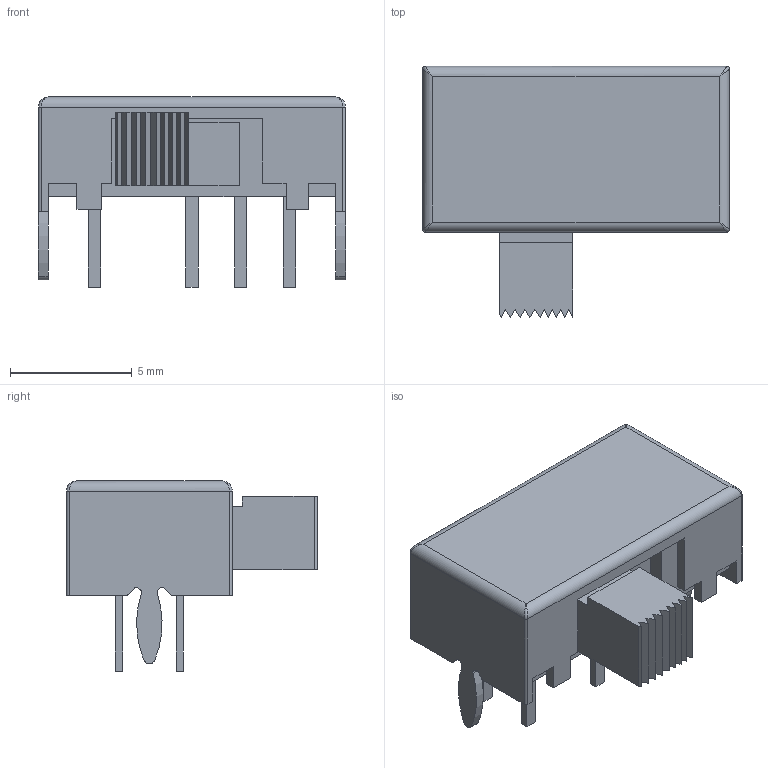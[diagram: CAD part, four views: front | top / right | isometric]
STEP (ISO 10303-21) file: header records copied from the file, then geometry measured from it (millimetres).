
FILE_DESCRIPTION(/* description */ ('Unknown'),/* implementation_level */ '2;1');
FILE_NAME(/* name */ 'EG2315',/* time_stamp */ '2024-04-03T13:17:41+02:00',/* author */ ('Unknown'),/* organization */ ('Unknown'),/* preprocessor_version */ 'ST-DEVELOPER v18.102',/* originating_system */ 'Solid Edge',/* authorisation */ 'Unknown');
FILE_SCHEMA (('AUTOMOTIVE_DESIGN {1 0 10303 214 3 1 1}'));
Length unit declared in the file: millimetre
Products named in the file (1): EG2315
Bounding box: 12.6 x 10.3 x 7.8 mm (x, y, z)
Volume: 378.3 mm3; surface area: 474.1 mm2
Topology: 1 solids, 1 shells, 150 faces, 409 edges, 266 vertices
Faces by surface type: plane 120, cylinder 26, bspline 4
Entity records: 5761 total; most frequent: CARTESIAN_POINT 878, ORIENTED_EDGE 810, DIRECTION 751, EDGE_CURVE 405, LINE 353, VECTOR 353, VERTEX_POINT 266, AXIS2_PLACEMENT_3D 199
